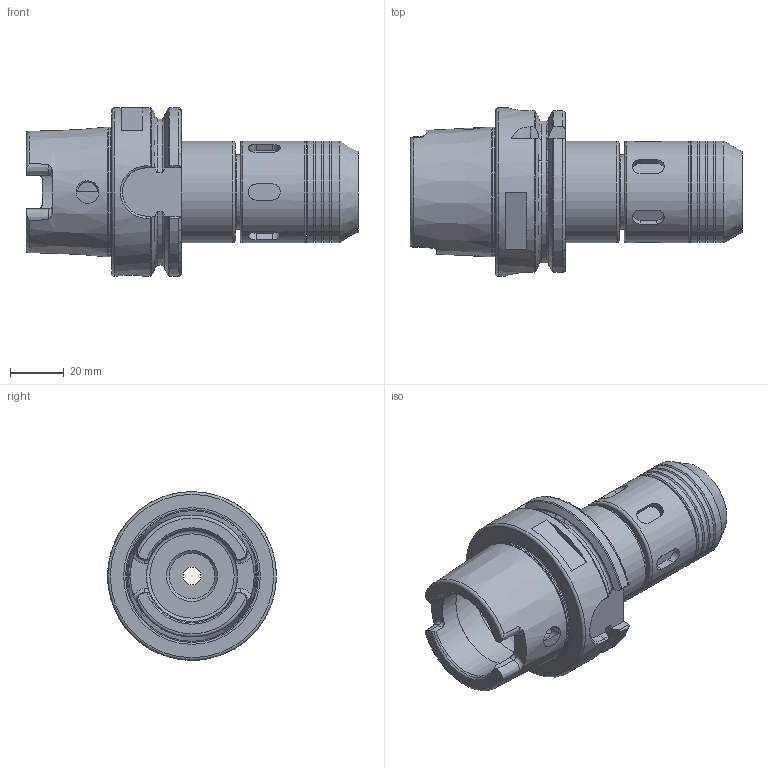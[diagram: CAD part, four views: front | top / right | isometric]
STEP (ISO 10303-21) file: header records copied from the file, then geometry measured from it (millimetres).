
FILE_DESCRIPTION(/* description */ (''),/* implementation_level */ '2;1');
FILE_NAME(/* name */ 'HSK063A-BC062-0362.stp',/* time_stamp */ '2019-07-11T14:00:24-05:00',/* author */ ('ldfli'),/* organization */ (''),/* preprocessor_version */ 'ST-DEVELOPER v18',/* originating_system */ 'Autodesk Inventor LT',/* authorisation */ '');
FILE_SCHEMA (('AUTOMOTIVE_DESIGN { 1 0 10303 214 3 1 1 }'));
Length unit declared in the file: millimetre
Products named in the file (1): HSK063A-BC062-0362
Bounding box: 124 x 63 x 63 mm (x, y, z)
Volume: 138058.8 mm3; surface area: 44710.4 mm2
Topology: 3 solids, 3 shells, 221 faces, 660 edges, 463 vertices
Faces by surface type: plane 80, cylinder 57, torus 48, cone 23, bspline 13
Full cylindrical faces by diameter (mm): 6.647 x1, 7.5 x2, 10 x1, 14 x1, 15.875 x1, 16.5 x1, 17 x1, 19 x1, 27 x1, 28 x1, 28.42 x1, 29.3 x2, 29.5 x2, 34 x2, 38.08 x6, 40 x1, 48.241 x1, 63 x1
Entity records: 9424 total; most frequent: CARTESIAN_POINT 3416, ORIENTED_EDGE 1324, DIRECTION 1230, EDGE_CURVE 662, AXIS2_PLACEMENT_3D 525, VERTEX_POINT 465, CIRCLE 317, EDGE_LOOP 247
